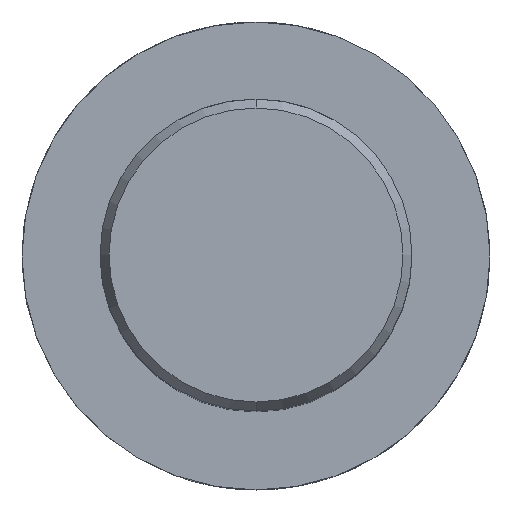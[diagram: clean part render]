
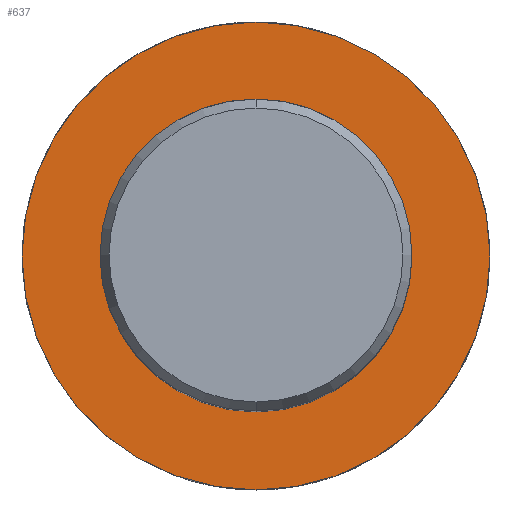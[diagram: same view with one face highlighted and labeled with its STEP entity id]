
A CAD part, top view. The second image highlights one B-rep face of the part: STEP entity #637.
In plain terms, the highlighted planar face has unit normal (0, 0, 1).
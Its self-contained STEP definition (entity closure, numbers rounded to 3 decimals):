
#491=VERTEX_POINT('',#1300);
#507=EDGE_CURVE('',#809,#1171,#1316,.T.);
#637=ADVANCED_FACE('',(#1457,#1458),#1459,.T.);
#669=VERTEX_POINT('',#1496);
#809=VERTEX_POINT('',#1645);
#951=EDGE_CURVE('',#669,#491,#1804,.T.);
#1069=EDGE_CURVE('',#1171,#809,#1930,.T.);
#1127=EDGE_CURVE('',#491,#669,#1992,.T.);
#1171=VERTEX_POINT('',#2041);
#1300=CARTESIAN_POINT('',(0.,-20.0,-70.0));
#1316=CIRCLE('',#2288,30.0);
#1457=FACE_BOUND('',#2935,.T.);
#1458=FACE_OUTER_BOUND('',#2936,.T.);
#1459=PLANE('',#2937);
#1496=CARTESIAN_POINT('',(0.0,20.0,-70.0));
#1645=CARTESIAN_POINT('',(0.0,30.0,-70.0));
#1804=CIRCLE('',#4288,20.0);
#1930=CIRCLE('',#4926,30.0);
#1992=CIRCLE('',#5349,20.0);
#2041=CARTESIAN_POINT('',(0.,-30.0,-70.0));
#2288=AXIS2_PLACEMENT_3D('',#5731,#5732,#5733);
#2935=EDGE_LOOP('',(#5920,#5921));
#2936=EDGE_LOOP('',(#5922,#5923));
#2937=AXIS2_PLACEMENT_3D('',#5924,#5925,#5926);
#4288=AXIS2_PLACEMENT_3D('',#6277,#6278,#6279);
#4926=AXIS2_PLACEMENT_3D('',#6383,#6384,#6385);
#5349=AXIS2_PLACEMENT_3D('',#6435,#6436,#6437);
#5731=CARTESIAN_POINT('',(0.0,0.0,-70.0));
#5732=DIRECTION('',(0.0,0.0,-1.0));
#5733=DIRECTION('',(0.0,1.0,0.0));
#5920=ORIENTED_EDGE('',*,*,#951,.T.);
#5921=ORIENTED_EDGE('',*,*,#1127,.T.);
#5922=ORIENTED_EDGE('',*,*,#507,.F.);
#5923=ORIENTED_EDGE('',*,*,#1069,.F.);
#5924=CARTESIAN_POINT('',(0.0,15.0,-70.0));
#5925=DIRECTION('',(-0.0,0.0,1.0));
#5926=DIRECTION('',(0.0,-1.0,0.0));
#6277=CARTESIAN_POINT('',(0.0,0.0,-70.0));
#6278=DIRECTION('',(-0.0,0.0,-1.0));
#6279=DIRECTION('',(0.0,1.0,0.0));
#6383=CARTESIAN_POINT('',(0.0,0.0,-70.0));
#6384=DIRECTION('',(0.0,0.0,-1.0));
#6385=DIRECTION('',(0.0,1.0,0.0));
#6435=CARTESIAN_POINT('',(0.0,0.0,-70.0));
#6436=DIRECTION('',(-0.0,0.0,-1.0));
#6437=DIRECTION('',(0.0,1.0,0.0));
